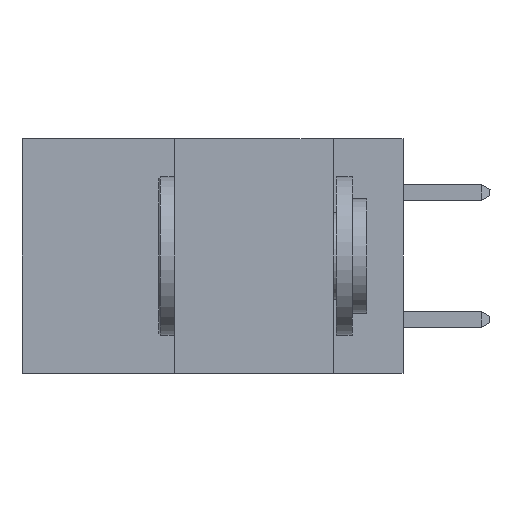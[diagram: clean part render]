
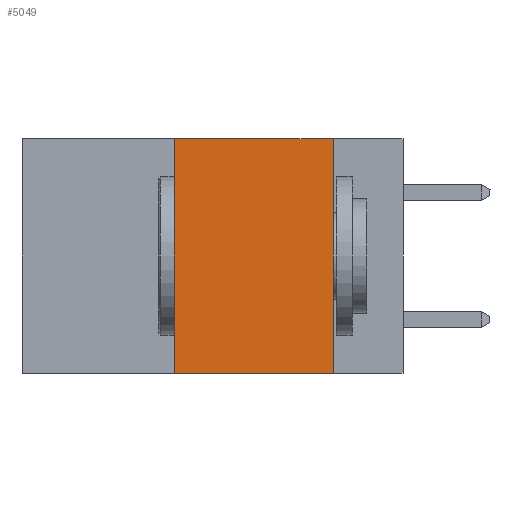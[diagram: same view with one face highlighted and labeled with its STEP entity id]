
A CAD part, left-side view. The second image highlights one B-rep face of the part: STEP entity #5049.
In plain terms, the highlighted planar face has unit normal (-1, 0, 0).
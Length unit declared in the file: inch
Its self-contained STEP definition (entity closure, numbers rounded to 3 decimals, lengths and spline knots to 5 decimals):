
#2089 = DIRECTION ( 'NONE',  ( 1., 0., 0. ) ) ;
#2188 = CARTESIAN_POINT ( 'NONE',  ( 0., 0.11, -0.37 ) ) ;
#3759 = LINE ( 'NONE', #19033, #29084 ) ;
#5049 = ADVANCED_FACE ( 'NONE', ( #25659 ), #10512, .F. ) ;
#5304 = DIRECTION ( 'NONE',  ( 0., 0., -1. ) ) ;
#5349 = CARTESIAN_POINT ( 'NONE',  ( 0., 0.36, 0. ) ) ;
#6060 = EDGE_CURVE ( 'NONE', #34333, #11499, #23103, .T. ) ;
#6555 = EDGE_CURVE ( 'NONE', #22631, #26793, #12260, .T. ) ;
#8123 = DIRECTION ( 'NONE',  ( 0., -1., 0. ) ) ;
#8529 = VECTOR ( 'NONE', #10037, 39.37008 ) ;
#9104 = CARTESIAN_POINT ( 'NONE',  ( 0., 0.36, 0. ) ) ;
#10037 = DIRECTION ( 'NONE',  ( 0., 0., 1. ) ) ;
#10098 = DIRECTION ( 'NONE',  ( 0., 0., -1. ) ) ;
#10209 = EDGE_LOOP ( 'NONE', ( #32306, #31450, #13296, #33916 ) ) ;
#10512 = PLANE ( 'NONE',  #32678 ) ;
#11499 = VERTEX_POINT ( 'NONE', #5349 ) ;
#12260 = LINE ( 'NONE', #30581, #33018 ) ;
#13017 = EDGE_CURVE ( 'NONE', #34333, #26793, #3759, .T. ) ;
#13296 = ORIENTED_EDGE ( 'NONE', *, *, #6060, .F. ) ;
#16163 = VECTOR ( 'NONE', #27714, 39.37008 ) ;
#16661 = CARTESIAN_POINT ( 'NONE',  ( 0., 0.36, -0.37 ) ) ;
#18358 = CARTESIAN_POINT ( 'NONE',  ( 0., 0.11, 0. ) ) ;
#19033 = CARTESIAN_POINT ( 'NONE',  ( 0., 0.6, -0.37 ) ) ;
#22631 = VERTEX_POINT ( 'NONE', #18358 ) ;
#23103 = LINE ( 'NONE', #9104, #8529 ) ;
#25287 = CARTESIAN_POINT ( 'NONE',  ( 0., 0.6, 0. ) ) ;
#25659 = FACE_OUTER_BOUND ( 'NONE', #10209, .T. ) ;
#25689 = CARTESIAN_POINT ( 'NONE',  ( 0., 0.6, 0. ) ) ;
#26793 = VERTEX_POINT ( 'NONE', #2188 ) ;
#27378 = LINE ( 'NONE', #25287, #16163 ) ;
#27714 = DIRECTION ( 'NONE',  ( 0., -1., 0. ) ) ;
#29084 = VECTOR ( 'NONE', #8123, 39.37008 ) ;
#30581 = CARTESIAN_POINT ( 'NONE',  ( 0., 0.11, 0. ) ) ;
#31450 = ORIENTED_EDGE ( 'NONE', *, *, #33126, .F. ) ;
#32306 = ORIENTED_EDGE ( 'NONE', *, *, #6555, .F. ) ;
#32678 = AXIS2_PLACEMENT_3D ( 'NONE', #25689, #2089, #10098 ) ;
#33018 = VECTOR ( 'NONE', #5304, 39.37008 ) ;
#33126 = EDGE_CURVE ( 'NONE', #11499, #22631, #27378, .T. ) ;
#33916 = ORIENTED_EDGE ( 'NONE', *, *, #13017, .T. ) ;
#34333 = VERTEX_POINT ( 'NONE', #16661 ) ;
